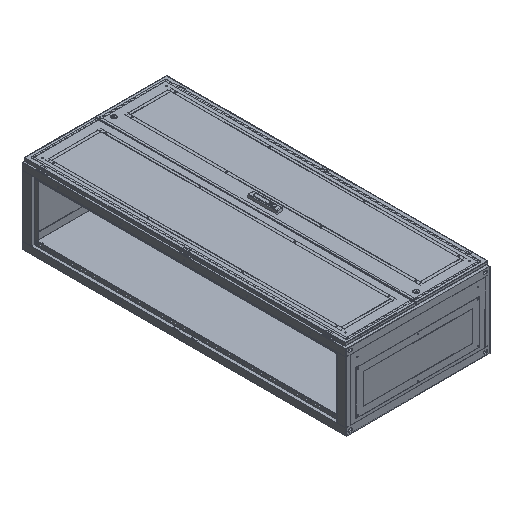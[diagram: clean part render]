
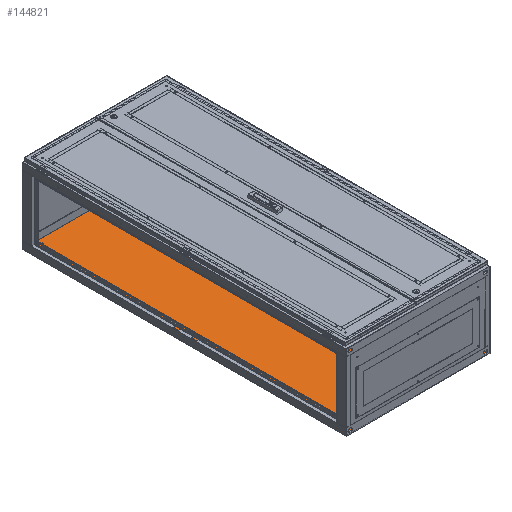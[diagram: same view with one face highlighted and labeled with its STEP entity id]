
A CAD part, isometric view. The second image highlights one B-rep face of the part: STEP entity #144821.
In plain terms, the highlighted planar face has unit normal (0, 0, 1).
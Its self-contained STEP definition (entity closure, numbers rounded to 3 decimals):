
#539 = EDGE_CURVE ( 'NONE', #138701, #132898, #59116, .T. ) ;
#774 = CARTESIAN_POINT ( 'NONE',  ( -398.5, 1797.5, -208.5 ) ) ;
#1917 = EDGE_CURVE ( 'NONE', #137158, #120088, #133985, .T. ) ;
#8265 = EDGE_CURVE ( 'NONE', #135014, #113335, #138032, .T. ) ;
#8646 = EDGE_LOOP ( 'NONE', ( #28667, #161444 ) ) ;
#9780 = LINE ( 'NONE', #150890, #164814 ) ;
#10238 = EDGE_LOOP ( 'NONE', ( #60027, #78740, #30788, #47172 ) ) ;
#11557 = CARTESIAN_POINT ( 'NONE',  ( -328., 40., -208.5 ) ) ;
#11615 = AXIS2_PLACEMENT_3D ( 'NONE', #90223, #26074, #156936 ) ;
#14335 = DIRECTION ( 'NONE',  ( 1., 0., 0. ) ) ;
#16326 = DIRECTION ( 'NONE',  ( 0., 0., -1. ) ) ;
#18572 = VERTEX_POINT ( 'NONE', #79783 ) ;
#21246 = DIRECTION ( 'NONE',  ( 0., 0., 1. ) ) ;
#26074 = DIRECTION ( 'NONE',  ( 0., 0., 1. ) ) ;
#27447 = AXIS2_PLACEMENT_3D ( 'NONE', #97537, #30893, #110251 ) ;
#28667 = ORIENTED_EDGE ( 'NONE', *, *, #1917, .F. ) ;
#29366 = EDGE_LOOP ( 'NONE', ( #158600, #54810 ) ) ;
#30301 = LINE ( 'NONE', #43806, #148219 ) ;
#30692 = DIRECTION ( 'NONE',  ( -1., 0., 0. ) ) ;
#30788 = ORIENTED_EDGE ( 'NONE', *, *, #162899, .F. ) ;
#30893 = DIRECTION ( 'NONE',  ( 0., 0., 1. ) ) ;
#30923 = AXIS2_PLACEMENT_3D ( 'NONE', #60323, #111880, #95031 ) ;
#31290 = CIRCLE ( 'NONE', #30923, 3. ) ;
#39670 = LINE ( 'NONE', #128361, #130749 ) ;
#40605 = DIRECTION ( 'NONE',  ( -1., 0., 0. ) ) ;
#40879 = AXIS2_PLACEMENT_3D ( 'NONE', #47461, #21246, #161474 ) ;
#41661 = EDGE_CURVE ( 'NONE', #132898, #138701, #146092, .T. ) ;
#41718 = FACE_BOUND ( 'NONE', #95139, .T. ) ;
#43806 = CARTESIAN_POINT ( 'NONE',  ( -398.5, 1797.5, -208.5 ) ) ;
#44207 = CARTESIAN_POINT ( 'NONE',  ( -398.5, 1797.5, -208.5 ) ) ;
#44471 = EDGE_CURVE ( 'NONE', #89872, #62096, #39670, .T. ) ;
#44699 = CARTESIAN_POINT ( 'NONE',  ( 398.5, 1797.5, -208.5 ) ) ;
#45034 = DIRECTION ( 'NONE',  ( -1., 0., 0. ) ) ;
#47172 = ORIENTED_EDGE ( 'NONE', *, *, #105863, .T. ) ;
#47461 = CARTESIAN_POINT ( 'NONE',  ( -325., 1759., -208.5 ) ) ;
#49180 = CARTESIAN_POINT ( 'NONE',  ( -325., 1759., -208.5 ) ) ;
#50213 = CIRCLE ( 'NONE', #101557, 3. ) ;
#52726 = VECTOR ( 'NONE', #14335, 1000. ) ;
#54810 = ORIENTED_EDGE ( 'NONE', *, *, #8265, .F. ) ;
#55630 = CARTESIAN_POINT ( 'NONE',  ( -322., 1759., -208.5 ) ) ;
#56877 = PLANE ( 'NONE',  #136846 ) ;
#59116 = CIRCLE ( 'NONE', #158979, 3. ) ;
#60027 = ORIENTED_EDGE ( 'NONE', *, *, #121353, .T. ) ;
#60323 = CARTESIAN_POINT ( 'NONE',  ( 325., 40., -208.5 ) ) ;
#60906 = CIRCLE ( 'NONE', #82493, 3. ) ;
#62096 = VERTEX_POINT ( 'NONE', #90653 ) ;
#62876 = FACE_OUTER_BOUND ( 'NONE', #10238, .T. ) ;
#64998 = DIRECTION ( 'NONE',  ( 0., -1., 0. ) ) ;
#65235 = CARTESIAN_POINT ( 'NONE',  ( -328., 1759., -208.5 ) ) ;
#66331 = ORIENTED_EDGE ( 'NONE', *, *, #153324, .F. ) ;
#78516 = CARTESIAN_POINT ( 'NONE',  ( -398.5, 1797.5, -208.5 ) ) ;
#78740 = ORIENTED_EDGE ( 'NONE', *, *, #44471, .F. ) ;
#79783 = CARTESIAN_POINT ( 'NONE',  ( -398.5, 1.5, -208.5 ) ) ;
#80533 = FACE_BOUND ( 'NONE', #8646, .T. ) ;
#81127 = DIRECTION ( 'NONE',  ( -1., 0., 0. ) ) ;
#82493 = AXIS2_PLACEMENT_3D ( 'NONE', #146410, #98178, #30692 ) ;
#87986 = DIRECTION ( 'NONE',  ( 0., 0., 1. ) ) ;
#88690 = VERTEX_POINT ( 'NONE', #774 ) ;
#89872 = VERTEX_POINT ( 'NONE', #44699 ) ;
#90223 = CARTESIAN_POINT ( 'NONE',  ( 325., 40., -208.5 ) ) ;
#90653 = CARTESIAN_POINT ( 'NONE',  ( 398.5, 1.5, -208.5 ) ) ;
#90722 = ORIENTED_EDGE ( 'NONE', *, *, #41661, .F. ) ;
#92102 = CARTESIAN_POINT ( 'NONE',  ( 325., 1759., -208.5 ) ) ;
#93127 = EDGE_LOOP ( 'NONE', ( #90722, #157405 ) ) ;
#93982 = EDGE_CURVE ( 'NONE', #155338, #119261, #31290, .T. ) ;
#95031 = DIRECTION ( 'NONE',  ( -1., 0., 0. ) ) ;
#95139 = EDGE_LOOP ( 'NONE', ( #66331, #155475 ) ) ;
#95308 = DIRECTION ( 'NONE',  ( 0., -1., 0. ) ) ;
#95452 = EDGE_CURVE ( 'NONE', #120088, #137158, #60906, .T. ) ;
#95661 = EDGE_CURVE ( 'NONE', #113335, #135014, #50213, .T. ) ;
#97537 = CARTESIAN_POINT ( 'NONE',  ( 325., 1759., -208.5 ) ) ;
#98178 = DIRECTION ( 'NONE',  ( 0., 0., 1. ) ) ;
#101557 = AXIS2_PLACEMENT_3D ( 'NONE', #49180, #87986, #102357 ) ;
#102357 = DIRECTION ( 'NONE',  ( -1., 0., 0. ) ) ;
#104731 = LINE ( 'NONE', #78516, #52726 ) ;
#105863 = EDGE_CURVE ( 'NONE', #88690, #18572, #30301, .T. ) ;
#106074 = CIRCLE ( 'NONE', #11615, 3. ) ;
#109754 = AXIS2_PLACEMENT_3D ( 'NONE', #119157, #145375, #81127 ) ;
#110251 = DIRECTION ( 'NONE',  ( -1., 0., 0. ) ) ;
#111880 = DIRECTION ( 'NONE',  ( 0., 0., 1. ) ) ;
#112827 = CARTESIAN_POINT ( 'NONE',  ( 328., 40., -208.5 ) ) ;
#113335 = VERTEX_POINT ( 'NONE', #65235 ) ;
#116075 = FACE_BOUND ( 'NONE', #29366, .T. ) ;
#119157 = CARTESIAN_POINT ( 'NONE',  ( -325., 40., -208.5 ) ) ;
#119261 = VERTEX_POINT ( 'NONE', #162247 ) ;
#120088 = VERTEX_POINT ( 'NONE', #127816 ) ;
#121353 = EDGE_CURVE ( 'NONE', #18572, #62096, #9780, .T. ) ;
#126347 = DIRECTION ( 'NONE',  ( 1., 0., 0. ) ) ;
#127816 = CARTESIAN_POINT ( 'NONE',  ( -322., 40., -208.5 ) ) ;
#128361 = CARTESIAN_POINT ( 'NONE',  ( 398.5, 1797.5, -208.5 ) ) ;
#130749 = VECTOR ( 'NONE', #64998, 1000. ) ;
#132898 = VERTEX_POINT ( 'NONE', #160391 ) ;
#133985 = CIRCLE ( 'NONE', #109754, 3. ) ;
#135014 = VERTEX_POINT ( 'NONE', #55630 ) ;
#136846 = AXIS2_PLACEMENT_3D ( 'NONE', #44207, #16326, #45034 ) ;
#137158 = VERTEX_POINT ( 'NONE', #11557 ) ;
#138032 = CIRCLE ( 'NONE', #40879, 3. ) ;
#138701 = VERTEX_POINT ( 'NONE', #145040 ) ;
#144821 = ADVANCED_FACE ( 'NONE', ( #62876, #116075, #154922, #41718, #80533 ), #56877, .F. ) ;
#145040 = CARTESIAN_POINT ( 'NONE',  ( 328., 1759., -208.5 ) ) ;
#145375 = DIRECTION ( 'NONE',  ( 0., 0., 1. ) ) ;
#146092 = CIRCLE ( 'NONE', #27447, 3. ) ;
#146410 = CARTESIAN_POINT ( 'NONE',  ( -325., 40., -208.5 ) ) ;
#148219 = VECTOR ( 'NONE', #95308, 1000. ) ;
#150890 = CARTESIAN_POINT ( 'NONE',  ( -398.5, 1.5, -208.5 ) ) ;
#153324 = EDGE_CURVE ( 'NONE', #119261, #155338, #106074, .T. ) ;
#154922 = FACE_BOUND ( 'NONE', #93127, .T. ) ;
#155338 = VERTEX_POINT ( 'NONE', #112827 ) ;
#155475 = ORIENTED_EDGE ( 'NONE', *, *, #93982, .F. ) ;
#156936 = DIRECTION ( 'NONE',  ( -1., 0., 0. ) ) ;
#157142 = DIRECTION ( 'NONE',  ( 0., 0., 1. ) ) ;
#157405 = ORIENTED_EDGE ( 'NONE', *, *, #539, .F. ) ;
#158600 = ORIENTED_EDGE ( 'NONE', *, *, #95661, .F. ) ;
#158979 = AXIS2_PLACEMENT_3D ( 'NONE', #92102, #157142, #40605 ) ;
#160391 = CARTESIAN_POINT ( 'NONE',  ( 322., 1759., -208.5 ) ) ;
#161444 = ORIENTED_EDGE ( 'NONE', *, *, #95452, .F. ) ;
#161474 = DIRECTION ( 'NONE',  ( -1., 0., 0. ) ) ;
#162247 = CARTESIAN_POINT ( 'NONE',  ( 322., 40., -208.5 ) ) ;
#162899 = EDGE_CURVE ( 'NONE', #88690, #89872, #104731, .T. ) ;
#164814 = VECTOR ( 'NONE', #126347, 1000. ) ;
